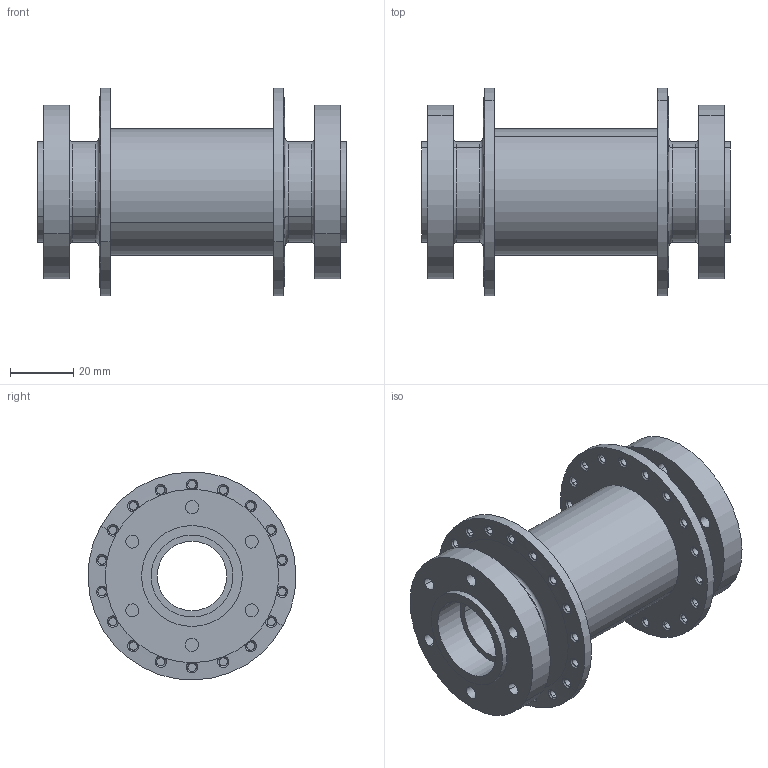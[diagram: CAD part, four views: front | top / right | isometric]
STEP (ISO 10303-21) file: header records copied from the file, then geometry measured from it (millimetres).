
FILE_DESCRIPTION(('CATIA V5 STEP Exchange'),'2;1');
FILE_NAME('Corps de Moyeux.stp','2019-01-15T18:24:55+00:00',('none'),('none'),'CATIA Version 5 Release 21 GA (IN-10)','CATIA V5 STEP AP203','none');
FILE_SCHEMA(('CONFIG_CONTROL_DESIGN'));
Length unit declared in the file: millimetre
Products named in the file (1): Corps de Moyeux
Bounding box: 98 x 65.98 x 65.98 mm (x, y, z)
Volume: 102949.1 mm3; surface area: 37772 mm2
Topology: 1 solids, 1 shells, 292 faces, 686 edges, 404 vertices
Faces by surface type: cylinder 120, bspline 76, cone 76, plane 12, torus 8
Entity records: 12989 total; most frequent: CARTESIAN_POINT 7124, ORIENTED_EDGE 1372, DIRECTION 752, EDGE_CURVE 686, AXIS2_PLACEMENT_3D 408, VERTEX_POINT 404, EDGE_LOOP 398, ADVANCED_FACE 292
